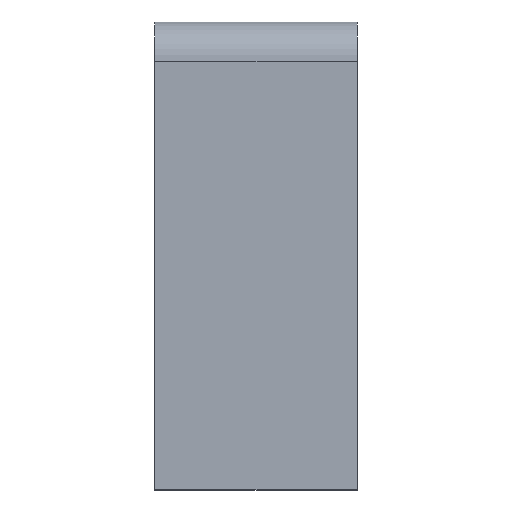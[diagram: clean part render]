
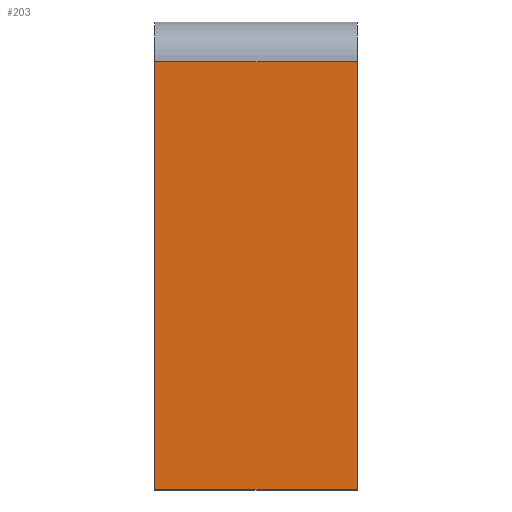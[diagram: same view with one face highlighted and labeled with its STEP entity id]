
A CAD part, left-side view. The second image highlights one B-rep face of the part: STEP entity #203.
In plain terms, the highlighted planar face has unit normal (-1, 0, -0.009).
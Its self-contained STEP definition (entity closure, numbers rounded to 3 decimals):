
#27 = DIRECTION ( 'NONE',  ( 0., 1., 0. ) ) ;
#62 = DIRECTION ( 'NONE',  ( -0.009, 0., 1. ) ) ;
#65 = CARTESIAN_POINT ( 'NONE',  ( 171.665, 40., -75.802 ) ) ;
#72 = CARTESIAN_POINT ( 'NONE',  ( 171.999, 58., -114.039 ) ) ;
#82 = LINE ( 'NONE', #100, #460 ) ;
#83 = VECTOR ( 'NONE', #469, 1000. ) ;
#84 = VERTEX_POINT ( 'NONE', #214 ) ;
#96 = DIRECTION ( 'NONE',  ( -0.009, 0., 1. ) ) ;
#100 = CARTESIAN_POINT ( 'NONE',  ( 171.666, 40., -75.869 ) ) ;
#109 = CARTESIAN_POINT ( 'NONE',  ( 171.666, 58., -75.869 ) ) ;
#126 = AXIS2_PLACEMENT_3D ( 'NONE', #429, #138, #62 ) ;
#138 = DIRECTION ( 'NONE',  ( -1., 0., -0.009 ) ) ;
#139 = ORIENTED_EDGE ( 'NONE', *, *, #220, .F. ) ;
#166 = ORIENTED_EDGE ( 'NONE', *, *, #246, .T. ) ;
#175 = CARTESIAN_POINT ( 'NONE',  ( 171.666, 40., -75.869 ) ) ;
#193 = LINE ( 'NONE', #65, #375 ) ;
#202 = FACE_OUTER_BOUND ( 'NONE', #205, .T. ) ;
#203 = ADVANCED_FACE ( 'NONE', ( #202 ), #463, .T. ) ;
#205 = EDGE_LOOP ( 'NONE', ( #227, #139, #276, #166 ) ) ;
#214 = CARTESIAN_POINT ( 'NONE',  ( 171.999, 40., -114.039 ) ) ;
#220 = EDGE_CURVE ( 'NONE', #316, #315, #314, .T. ) ;
#227 = ORIENTED_EDGE ( 'NONE', *, *, #428, .T. ) ;
#246 = EDGE_CURVE ( 'NONE', #84, #426, #193, .T. ) ;
#276 = ORIENTED_EDGE ( 'NONE', *, *, #382, .T. ) ;
#277 = LINE ( 'NONE', #374, #337 ) ;
#314 = LINE ( 'NONE', #466, #83 ) ;
#315 = VERTEX_POINT ( 'NONE', #109 ) ;
#316 = VERTEX_POINT ( 'NONE', #72 ) ;
#337 = VECTOR ( 'NONE', #472, 1000. ) ;
#374 = CARTESIAN_POINT ( 'NONE',  ( 171.999, 40., -114.039 ) ) ;
#375 = VECTOR ( 'NONE', #96, 1000. ) ;
#382 = EDGE_CURVE ( 'NONE', #316, #84, #277, .T. ) ;
#426 = VERTEX_POINT ( 'NONE', #175 ) ;
#428 = EDGE_CURVE ( 'NONE', #426, #315, #82, .T. ) ;
#429 = CARTESIAN_POINT ( 'NONE',  ( 171.635, 40., -72.35 ) ) ;
#460 = VECTOR ( 'NONE', #27, 1000. ) ;
#463 = PLANE ( 'NONE',  #126 ) ;
#466 = CARTESIAN_POINT ( 'NONE',  ( 171.635, 58., -72.35 ) ) ;
#469 = DIRECTION ( 'NONE',  ( -0.009, 0., 1. ) ) ;
#472 = DIRECTION ( 'NONE',  ( 0., -1., 0. ) ) ;
